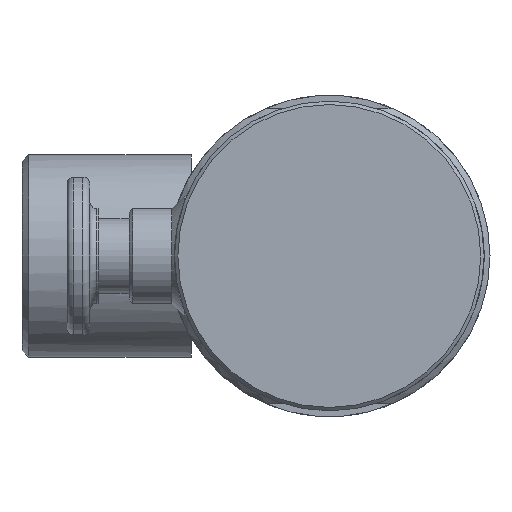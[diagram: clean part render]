
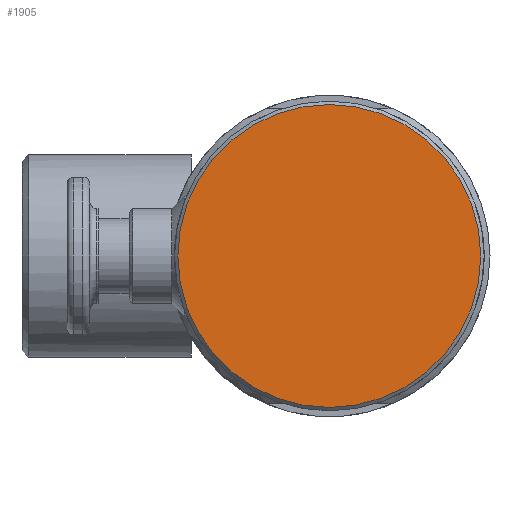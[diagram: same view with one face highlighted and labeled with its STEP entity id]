
A CAD part, left-side view. The second image highlights one B-rep face of the part: STEP entity #1905.
In plain terms, the highlighted planar face has unit normal (-1, 0, 0).
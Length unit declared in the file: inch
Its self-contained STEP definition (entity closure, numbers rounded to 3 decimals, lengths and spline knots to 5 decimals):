
#245=CIRCLE($,#2136,0.6715);
#415=FACE_OUTER_BOUND($,#570,.T.);
#570=EDGE_LOOP($,(#1677));
#957=VERTEX_POINT($,#3527);
#1210=EDGE_CURVE($,#957,#957,#245,.T.);
#1677=ORIENTED_EDGE($,*,*,#1210,.F.);
#1790=PLANE($,#2135);
#1905=ADVANCED_FACE($,(#415),#1790,.T.);
#2135=AXIS2_PLACEMENT_3D($,#3526,#2672,#2673);
#2136=AXIS2_PLACEMENT_3D($,#3528,#2674,#2675);
#2672=DIRECTION('center_axis',(-1.,0.,0.));
#2673=DIRECTION('ref_axis',(0.,0.,1.));
#2674=DIRECTION('center_axis',(1.,0.,0.));
#2675=DIRECTION('ref_axis',(0.,1.,0.));
#3526=CARTESIAN_POINT('Origin',(0.,0.33575,0.));
#3527=CARTESIAN_POINT('',(0.,0.6715,0.));
#3528=CARTESIAN_POINT('Origin',(0.,0.,0.));
